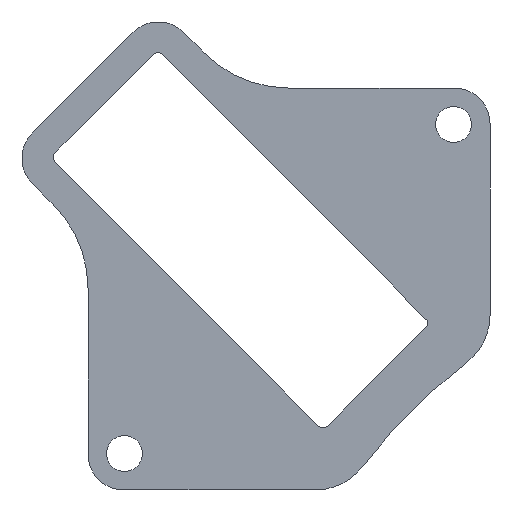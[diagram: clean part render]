
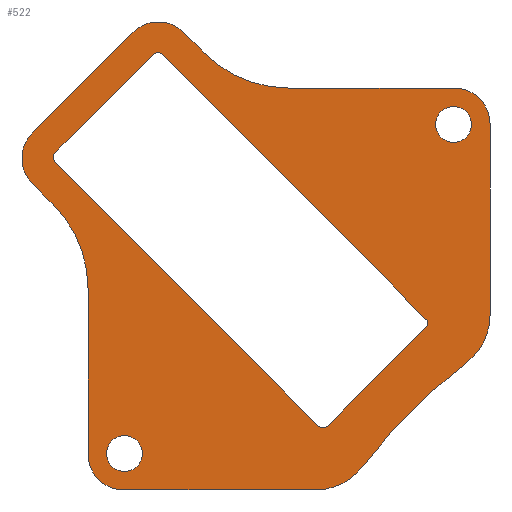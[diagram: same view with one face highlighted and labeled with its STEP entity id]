
A CAD part, front view. The second image highlights one B-rep face of the part: STEP entity #522.
In plain terms, the highlighted planar face has unit normal (0, -1, 0).
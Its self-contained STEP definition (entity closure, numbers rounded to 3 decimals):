
#18=FACE_BOUND('',#70,.T.);
#19=FACE_BOUND('',#71,.T.);
#20=FACE_BOUND('',#72,.T.);
#26=PLANE('',#556);
#41=FACE_OUTER_BOUND('',#69,.T.);
#69=EDGE_LOOP('',(#361,#362,#363,#364,#365,#366,#367,#368,#369,#370,#371,
#372,#373,#374,#375,#376));
#70=EDGE_LOOP('',(#377,#378,#379,#380,#381,#382,#383,#384));
#71=EDGE_LOOP('',(#385));
#72=EDGE_LOOP('',(#386));
#106=LINE('',#790,#152);
#107=LINE('',#794,#153);
#108=LINE('',#798,#154);
#109=LINE('',#802,#155);
#110=LINE('',#806,#156);
#111=LINE('',#810,#157);
#112=LINE('',#814,#158);
#113=LINE('',#818,#159);
#114=LINE('',#822,#160);
#115=LINE('',#826,#161);
#116=LINE('',#830,#162);
#152=VECTOR('',#627,16.039);
#153=VECTOR('',#630,13.86);
#154=VECTOR('',#633,2.457);
#155=VECTOR('',#636,11.925);
#156=VECTOR('',#639,2.457);
#157=VECTOR('',#642,13.86);
#158=VECTOR('',#645,16.039);
#159=VECTOR('',#648,31.3);
#160=VECTOR('',#651,11.7);
#161=VECTOR('',#654,31.3);
#162=VECTOR('',#657,11.7);
#196=CIRCLE('',#552,5.);
#197=CIRCLE('',#554,45.);
#199=CIRCLE('',#557,3.);
#200=CIRCLE('',#558,10.);
#201=CIRCLE('',#559,3.);
#202=CIRCLE('',#560,3.);
#203=CIRCLE('',#561,10.);
#204=CIRCLE('',#562,3.);
#205=CIRCLE('',#563,5.);
#206=CIRCLE('',#564,0.5);
#207=CIRCLE('',#565,0.5);
#208=CIRCLE('',#566,0.5);
#209=CIRCLE('',#567,0.5);
#210=CIRCLE('',#568,1.5);
#211=CIRCLE('',#569,1.5);
#227=VERTEX_POINT('',#777);
#228=VERTEX_POINT('',#779);
#229=VERTEX_POINT('',#783);
#231=VERTEX_POINT('',#789);
#232=VERTEX_POINT('',#791);
#233=VERTEX_POINT('',#793);
#234=VERTEX_POINT('',#795);
#235=VERTEX_POINT('',#797);
#236=VERTEX_POINT('',#799);
#237=VERTEX_POINT('',#801);
#238=VERTEX_POINT('',#803);
#239=VERTEX_POINT('',#805);
#240=VERTEX_POINT('',#807);
#241=VERTEX_POINT('',#809);
#242=VERTEX_POINT('',#811);
#243=VERTEX_POINT('',#813);
#244=VERTEX_POINT('',#816);
#245=VERTEX_POINT('',#817);
#246=VERTEX_POINT('',#819);
#247=VERTEX_POINT('',#821);
#248=VERTEX_POINT('',#823);
#249=VERTEX_POINT('',#825);
#250=VERTEX_POINT('',#827);
#251=VERTEX_POINT('',#829);
#252=VERTEX_POINT('',#832);
#253=VERTEX_POINT('',#834);
#279=EDGE_CURVE('',#227,#228,#196,.T.);
#281=EDGE_CURVE('',#229,#228,#197,.T.);
#284=EDGE_CURVE('',#231,#227,#106,.T.);
#285=EDGE_CURVE('',#232,#231,#199,.T.);
#286=EDGE_CURVE('',#233,#232,#107,.T.);
#287=EDGE_CURVE('',#234,#233,#200,.T.);
#288=EDGE_CURVE('',#235,#234,#108,.F.);
#289=EDGE_CURVE('',#236,#235,#201,.T.);
#290=EDGE_CURVE('',#237,#236,#109,.F.);
#291=EDGE_CURVE('',#238,#237,#202,.T.);
#292=EDGE_CURVE('',#239,#238,#110,.F.);
#293=EDGE_CURVE('',#240,#239,#203,.T.);
#294=EDGE_CURVE('',#241,#240,#111,.T.);
#295=EDGE_CURVE('',#242,#241,#204,.T.);
#296=EDGE_CURVE('',#243,#242,#112,.T.);
#297=EDGE_CURVE('',#229,#243,#205,.T.);
#298=EDGE_CURVE('',#244,#245,#113,.T.);
#299=EDGE_CURVE('',#246,#245,#206,.T.);
#300=EDGE_CURVE('',#246,#247,#114,.T.);
#301=EDGE_CURVE('',#248,#247,#207,.T.);
#302=EDGE_CURVE('',#248,#249,#115,.T.);
#303=EDGE_CURVE('',#250,#249,#208,.T.);
#304=EDGE_CURVE('',#250,#251,#116,.T.);
#305=EDGE_CURVE('',#244,#251,#209,.T.);
#306=EDGE_CURVE('',#252,#252,#210,.T.);
#307=EDGE_CURVE('',#253,#253,#211,.T.);
#361=ORIENTED_EDGE('',*,*,#279,.F.);
#362=ORIENTED_EDGE('',*,*,#284,.F.);
#363=ORIENTED_EDGE('',*,*,#285,.F.);
#364=ORIENTED_EDGE('',*,*,#286,.F.);
#365=ORIENTED_EDGE('',*,*,#287,.F.);
#366=ORIENTED_EDGE('',*,*,#288,.F.);
#367=ORIENTED_EDGE('',*,*,#289,.F.);
#368=ORIENTED_EDGE('',*,*,#290,.F.);
#369=ORIENTED_EDGE('',*,*,#291,.F.);
#370=ORIENTED_EDGE('',*,*,#292,.F.);
#371=ORIENTED_EDGE('',*,*,#293,.F.);
#372=ORIENTED_EDGE('',*,*,#294,.F.);
#373=ORIENTED_EDGE('',*,*,#295,.F.);
#374=ORIENTED_EDGE('',*,*,#296,.F.);
#375=ORIENTED_EDGE('',*,*,#297,.F.);
#376=ORIENTED_EDGE('',*,*,#281,.T.);
#377=ORIENTED_EDGE('',*,*,#298,.T.);
#378=ORIENTED_EDGE('',*,*,#299,.F.);
#379=ORIENTED_EDGE('',*,*,#300,.T.);
#380=ORIENTED_EDGE('',*,*,#301,.F.);
#381=ORIENTED_EDGE('',*,*,#302,.T.);
#382=ORIENTED_EDGE('',*,*,#303,.F.);
#383=ORIENTED_EDGE('',*,*,#304,.T.);
#384=ORIENTED_EDGE('',*,*,#305,.F.);
#385=ORIENTED_EDGE('',*,*,#306,.T.);
#386=ORIENTED_EDGE('',*,*,#307,.T.);
#522=ADVANCED_FACE('',(#41,#18,#19,#20),#26,.F.);
#552=AXIS2_PLACEMENT_3D('',#780,#615,#616);
#554=AXIS2_PLACEMENT_3D('',#784,#620,#621);
#556=AXIS2_PLACEMENT_3D('',#788,#625,#626);
#557=AXIS2_PLACEMENT_3D('',#792,#628,#629);
#558=AXIS2_PLACEMENT_3D('',#796,#631,#632);
#559=AXIS2_PLACEMENT_3D('',#800,#634,#635);
#560=AXIS2_PLACEMENT_3D('',#804,#637,#638);
#561=AXIS2_PLACEMENT_3D('',#808,#640,#641);
#562=AXIS2_PLACEMENT_3D('',#812,#643,#644);
#563=AXIS2_PLACEMENT_3D('',#815,#646,#647);
#564=AXIS2_PLACEMENT_3D('',#820,#649,#650);
#565=AXIS2_PLACEMENT_3D('',#824,#652,#653);
#566=AXIS2_PLACEMENT_3D('',#828,#655,#656);
#567=AXIS2_PLACEMENT_3D('',#831,#658,#659);
#568=AXIS2_PLACEMENT_3D('',#833,#660,#661);
#569=AXIS2_PLACEMENT_3D('',#835,#662,#663);
#615=DIRECTION('center_axis',(0.,1.,0.));
#616=DIRECTION('ref_axis',(0.896,0.,-0.445));
#620=DIRECTION('center_axis',(0.,1.,0.));
#621=DIRECTION('ref_axis',(-0.266,0.,0.964));
#625=DIRECTION('center_axis',(0.,1.,0.));
#626=DIRECTION('ref_axis',(0.,0.,1.));
#627=DIRECTION('',(0.,0.,-1.));
#628=DIRECTION('center_axis',(0.,1.,0.));
#629=DIRECTION('ref_axis',(0.707,0.,0.707));
#630=DIRECTION('',(1.,0.,0.));
#631=DIRECTION('center_axis',(0.,-1.,0.));
#632=DIRECTION('ref_axis',(-0.383,0.,-0.924));
#633=DIRECTION('',(-0.707,0.,0.707));
#634=DIRECTION('center_axis',(0.,1.,0.));
#635=DIRECTION('ref_axis',(0.,0.,1.));
#636=DIRECTION('',(-0.707,0.,-0.707));
#637=DIRECTION('center_axis',(0.,1.,0.));
#638=DIRECTION('ref_axis',(-1.,0.,0.));
#639=DIRECTION('',(0.707,0.,-0.707));
#640=DIRECTION('center_axis',(0.,-1.,0.));
#641=DIRECTION('ref_axis',(0.924,0.,0.383));
#642=DIRECTION('',(0.,0.,1.));
#643=DIRECTION('center_axis',(0.,1.,0.));
#644=DIRECTION('ref_axis',(-0.707,0.,-0.707));
#645=DIRECTION('',(-1.,0.,0.));
#646=DIRECTION('center_axis',(0.,1.,0.));
#647=DIRECTION('ref_axis',(0.445,0.,-0.896));
#648=DIRECTION('',(0.706,0.,-0.708));
#649=DIRECTION('center_axis',(0.,-1.,0.));
#650=DIRECTION('ref_axis',(1.,0.,-0.002));
#651=DIRECTION('',(-0.708,0.,-0.706));
#652=DIRECTION('center_axis',(0.,-1.,0.));
#653=DIRECTION('ref_axis',(-0.002,0.,-1.));
#654=DIRECTION('',(-0.706,0.,0.708));
#655=DIRECTION('center_axis',(0.,-1.,0.));
#656=DIRECTION('ref_axis',(-1.,0.,0.002));
#657=DIRECTION('',(0.708,0.,0.706));
#658=DIRECTION('center_axis',(0.,-1.,0.));
#659=DIRECTION('ref_axis',(0.002,0.,1.));
#660=DIRECTION('center_axis',(0.,1.,0.));
#661=DIRECTION('ref_axis',(1.,0.,0.));
#662=DIRECTION('center_axis',(0.,1.,0.));
#663=DIRECTION('ref_axis',(1.,0.,0.));
#777=CARTESIAN_POINT('',(16.839,0.,-2.201));
#779=CARTESIAN_POINT('',(14.859,0.,-6.185));
#780=CARTESIAN_POINT('Origin',(11.839,0.,-2.201));
#783=CARTESIAN_POINT('',(6.185,0.,-14.859));
#784=CARTESIAN_POINT('Origin',(42.045,0.,-42.045));
#788=CARTESIAN_POINT('Origin',(-18.308,0.,11.301));
#789=CARTESIAN_POINT('',(16.839,0.,13.839));
#790=CARTESIAN_POINT('',(16.839,0.,16.839));
#791=CARTESIAN_POINT('',(13.839,0.,16.839));
#792=CARTESIAN_POINT('Origin',(13.839,0.,13.839));
#793=CARTESIAN_POINT('',(-0.021,0.,16.839));
#794=CARTESIAN_POINT('',(-16.318,0.,16.839));
#795=CARTESIAN_POINT('',(-7.093,0.,19.768));
#796=CARTESIAN_POINT('Origin',(-0.021,0.,26.839));
#797=CARTESIAN_POINT('',(-8.83,0.,21.505));
#798=CARTESIAN_POINT('',(-9.354,0.,22.029));
#799=CARTESIAN_POINT('',(-13.073,0.,21.505));
#800=CARTESIAN_POINT('Origin',(-10.951,0.,19.384));
#801=CARTESIAN_POINT('',(-21.505,0.,13.073));
#802=CARTESIAN_POINT('',(-21.679,0.,12.899));
#803=CARTESIAN_POINT('',(-21.505,0.,8.83));
#804=CARTESIAN_POINT('Origin',(-19.384,0.,10.951));
#805=CARTESIAN_POINT('',(-19.768,0.,7.093));
#806=CARTESIAN_POINT('',(-19.521,0.,6.846));
#807=CARTESIAN_POINT('',(-16.839,0.,0.021));
#808=CARTESIAN_POINT('Origin',(-26.839,0.,0.021));
#809=CARTESIAN_POINT('',(-16.839,0.,-13.839));
#810=CARTESIAN_POINT('',(-16.839,0.,-16.839));
#811=CARTESIAN_POINT('',(-13.839,0.,-16.839));
#812=CARTESIAN_POINT('Origin',(-13.839,0.,-13.839));
#813=CARTESIAN_POINT('',(2.201,0.,-16.839));
#814=CARTESIAN_POINT('',(16.839,0.,-16.839));
#815=CARTESIAN_POINT('Origin',(2.201,0.,-11.839));
#816=CARTESIAN_POINT('',(-10.62,0.,19.652));
#817=CARTESIAN_POINT('',(11.475,0.,-2.518));
#818=CARTESIAN_POINT('',(-10.271,0.,19.302));
#819=CARTESIAN_POINT('',(11.473,0.,-3.225));
#820=CARTESIAN_POINT('Origin',(11.12,0.,-2.871));
#821=CARTESIAN_POINT('',(3.186,0.,-11.484));
#822=CARTESIAN_POINT('',(7.811,0.,-6.875));
#823=CARTESIAN_POINT('',(2.479,0.,-11.483));
#824=CARTESIAN_POINT('Origin',(2.833,0.,-11.13));
#825=CARTESIAN_POINT('',(-19.616,0.,10.687));
#826=CARTESIAN_POINT('',(-8.22,0.,-0.748));
#827=CARTESIAN_POINT('',(-19.614,0.,11.394));
#828=CARTESIAN_POINT('Origin',(-19.261,0.,11.04));
#829=CARTESIAN_POINT('',(-11.327,0.,19.653));
#830=CARTESIAN_POINT('',(-19.488,0.,11.52));
#831=CARTESIAN_POINT('Origin',(-10.974,0.,19.299));
#832=CARTESIAN_POINT('',(12.289,0.,13.789));
#833=CARTESIAN_POINT('Origin',(13.789,0.,13.789));
#834=CARTESIAN_POINT('',(-15.289,0.,-13.789));
#835=CARTESIAN_POINT('Origin',(-13.789,0.,-13.789));
